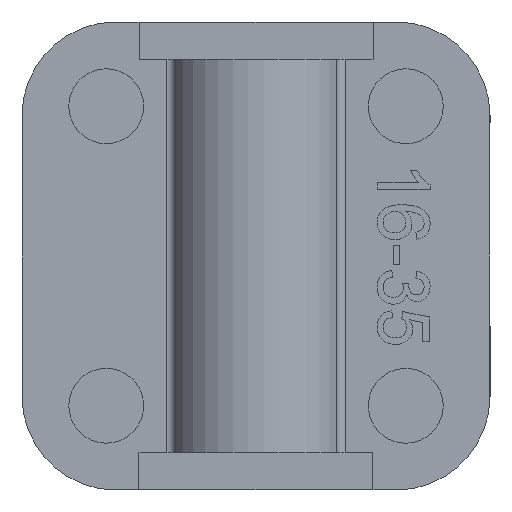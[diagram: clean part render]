
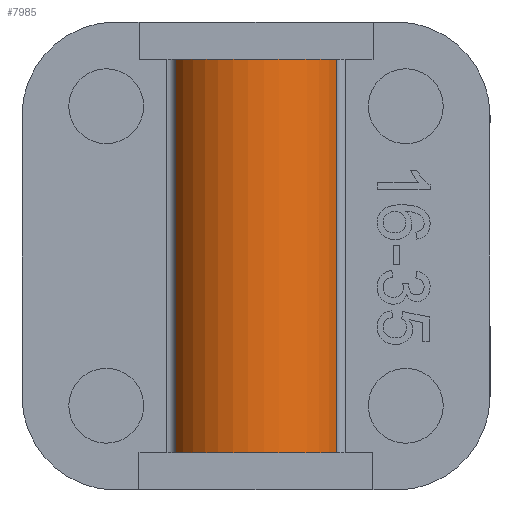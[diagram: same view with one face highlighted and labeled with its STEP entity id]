
A CAD part, front view. The second image highlights one B-rep face of the part: STEP entity #7985.
In plain terms, the highlighted cylindrical face has radius 4.8 mm (diameter 9.601 mm), a partial arc.
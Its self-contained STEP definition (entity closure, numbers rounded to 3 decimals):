
#469 = VERTEX_POINT ( 'NONE', #5631 ) ;
#817 = CYLINDRICAL_SURFACE ( 'NONE', #10696, 4.8 ) ;
#1040 = VERTEX_POINT ( 'NONE', #4074 ) ;
#1238 = AXIS2_PLACEMENT_3D ( 'NONE', #9802, #2984, #8898 ) ;
#1271 = DIRECTION ( 'NONE',  ( -1., 0., 0. ) ) ;
#1391 = CARTESIAN_POINT ( 'NONE',  ( -10.5, -1.8, 0. ) ) ;
#1418 = DIRECTION ( 'NONE',  ( -1., 0., 0. ) ) ;
#1451 = EDGE_CURVE ( 'NONE', #1545, #469, #7749, .T. ) ;
#1545 = VERTEX_POINT ( 'NONE', #4302 ) ;
#1599 = FACE_OUTER_BOUND ( 'NONE', #5796, .T. ) ;
#1617 = VERTEX_POINT ( 'NONE', #2998 ) ;
#2245 = CARTESIAN_POINT ( 'NONE',  ( 12.5, 0.283, 4.325 ) ) ;
#2347 = VECTOR ( 'NONE', #1271, 1000. ) ;
#2984 = DIRECTION ( 'NONE',  ( -1., 0., 0. ) ) ;
#2998 = CARTESIAN_POINT ( 'NONE',  ( -10.5, 0.283, -4.325 ) ) ;
#3435 = DIRECTION ( 'NONE',  ( -1., 0., 0. ) ) ;
#3674 = ORIENTED_EDGE ( 'NONE', *, *, #1451, .F. ) ;
#4074 = CARTESIAN_POINT ( 'NONE',  ( 10.5, 0.283, -4.325 ) ) ;
#4302 = CARTESIAN_POINT ( 'NONE',  ( 10.5, 0.283, 4.325 ) ) ;
#5149 = VECTOR ( 'NONE', #11967, 1000. ) ;
#5420 = DIRECTION ( 'NONE',  ( 0., 0., 1. ) ) ;
#5631 = CARTESIAN_POINT ( 'NONE',  ( -10.5, 0.283, 4.325 ) ) ;
#5796 = EDGE_LOOP ( 'NONE', ( #3674, #11190, #11068, #9770 ) ) ;
#6322 = DIRECTION ( 'NONE',  ( 0., 0., -1. ) ) ;
#7302 = CARTESIAN_POINT ( 'NONE',  ( 12.5, -1.8, 0. ) ) ;
#7589 = EDGE_CURVE ( 'NONE', #1040, #1617, #10379, .T. ) ;
#7749 = LINE ( 'NONE', #2245, #2347 ) ;
#7985 = ADVANCED_FACE ( 'NONE', ( #1599 ), #817, .T. ) ;
#8721 = AXIS2_PLACEMENT_3D ( 'NONE', #1391, #3435, #6322 ) ;
#8898 = DIRECTION ( 'NONE',  ( 0., 0., -1. ) ) ;
#9094 = CARTESIAN_POINT ( 'NONE',  ( 12.5, 0.283, -4.325 ) ) ;
#9574 = CIRCLE ( 'NONE', #1238, 4.8 ) ;
#9770 = ORIENTED_EDGE ( 'NONE', *, *, #10215, .F. ) ;
#9802 = CARTESIAN_POINT ( 'NONE',  ( 10.5, -1.8, 0. ) ) ;
#10215 = EDGE_CURVE ( 'NONE', #469, #1617, #12649, .T. ) ;
#10379 = LINE ( 'NONE', #9094, #5149 ) ;
#10696 = AXIS2_PLACEMENT_3D ( 'NONE', #7302, #1418, #5420 ) ;
#11068 = ORIENTED_EDGE ( 'NONE', *, *, #7589, .T. ) ;
#11190 = ORIENTED_EDGE ( 'NONE', *, *, #11347, .T. ) ;
#11347 = EDGE_CURVE ( 'NONE', #1545, #1040, #9574, .T. ) ;
#11967 = DIRECTION ( 'NONE',  ( -1., 0., 0. ) ) ;
#12649 = CIRCLE ( 'NONE', #8721, 4.8 ) ;
